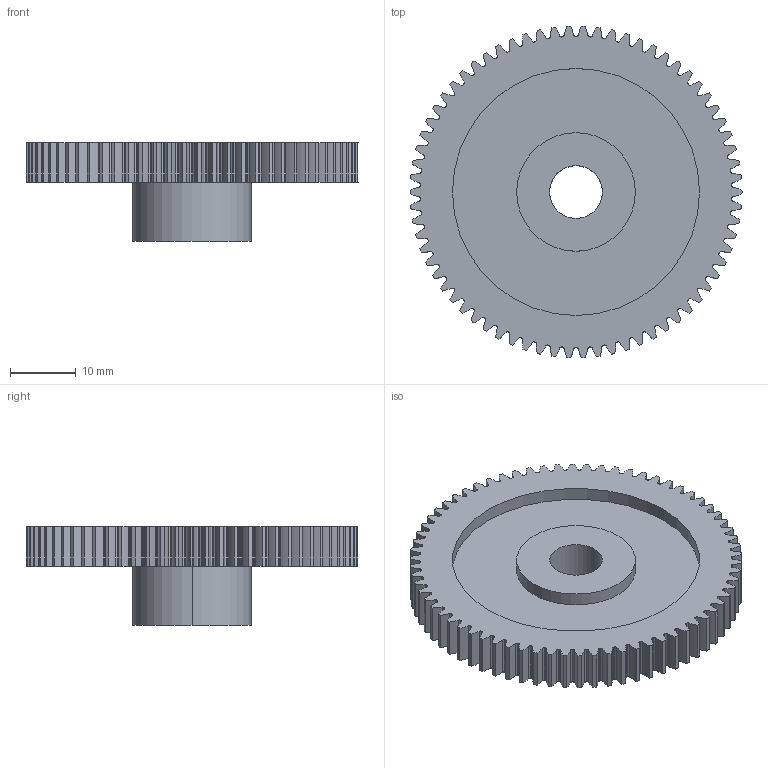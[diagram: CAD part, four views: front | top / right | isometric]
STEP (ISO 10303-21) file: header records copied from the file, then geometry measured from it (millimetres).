
FILE_DESCRIPTION (( 'STEP AP214' ), '1' );
FILE_NAME ('119-007-070.step', '2010-07-19T14:19:15', ( 'WMH Herion Antriebstechnik GmbH' ), ( 'WMH Herion Antriebstechnik GmbH' ), 'SwSTEP 2.0', 'SolidWorks 2010', '' );
FILE_SCHEMA (( 'AUTOMOTIVE_DESIGN' ));
Length unit declared in the file: millimetre
Products named in the file (1): 119-007-070
Bounding box: 50.4 x 50.37 x 15 mm (x, y, z)
Volume: 9410.1 mm3; surface area: 7052.2 mm2
Topology: 1 solids, 1 shells, 469 faces, 1389 edges, 926 vertices
Faces by surface type: cylinder 463, plane 6
Entity records: 16307 total; most frequent: DIRECTION 3255, CARTESIAN_POINT 2785, ORIENTED_EDGE 2778, AXIS2_PLACEMENT_3D 1396, EDGE_CURVE 1389, VERTEX_POINT 926, CIRCLE 926, EDGE_LOOP 475
